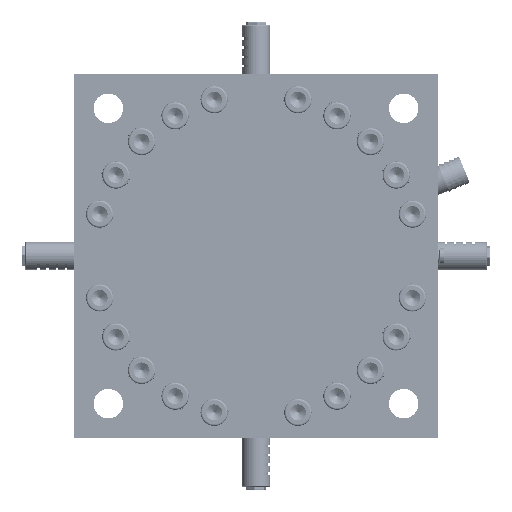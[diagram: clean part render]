
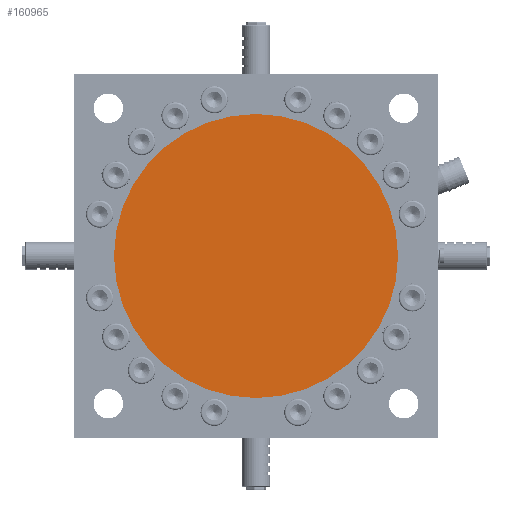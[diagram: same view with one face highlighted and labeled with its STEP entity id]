
A CAD part, front view. The second image highlights one B-rep face of the part: STEP entity #160965.
In plain terms, the highlighted planar face has unit normal (0, -1, 0).
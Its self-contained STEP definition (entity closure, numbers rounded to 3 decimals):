
#1704 = CARTESIAN_POINT ( 'NONE',  ( 0., -39., -125. ) ) ;
#4830 = PLANE ( 'NONE',  #10560 ) ;
#10560 = AXIS2_PLACEMENT_3D ( 'NONE', #198807, #120281, #81741 ) ;
#32340 = DIRECTION ( 'NONE',  ( 0., 0., -1. ) ) ;
#43588 = CARTESIAN_POINT ( 'NONE',  ( 0., -39., 0. ) ) ;
#53263 = DIRECTION ( 'NONE',  ( 0., -1., 0. ) ) ;
#54710 = ORIENTED_EDGE ( 'NONE', *, *, #232280, .T. ) ;
#65790 = EDGE_LOOP ( 'NONE', ( #233966, #54710 ) ) ;
#77959 = FACE_OUTER_BOUND ( 'NONE', #65790, .T. ) ;
#81741 = DIRECTION ( 'NONE',  ( 0., 0., -1. ) ) ;
#83329 = EDGE_CURVE ( 'NONE', #174947, #153862, #164759, .T. ) ;
#107125 = DIRECTION ( 'NONE',  ( 0., 0., -1. ) ) ;
#120281 = DIRECTION ( 'NONE',  ( 0., -1., 0. ) ) ;
#153862 = VERTEX_POINT ( 'NONE', #224223 ) ;
#160965 = ADVANCED_FACE ( 'NONE', ( #77959 ), #4830, .T. ) ;
#164759 = CIRCLE ( 'NONE', #229583, 125. ) ;
#170312 = CARTESIAN_POINT ( 'NONE',  ( 0., -39., 0. ) ) ;
#174947 = VERTEX_POINT ( 'NONE', #1704 ) ;
#186961 = DIRECTION ( 'NONE',  ( 0., -1., 0. ) ) ;
#198807 = CARTESIAN_POINT ( 'NONE',  ( 0., -39., 0. ) ) ;
#215784 = AXIS2_PLACEMENT_3D ( 'NONE', #170312, #53263, #107125 ) ;
#217262 = CIRCLE ( 'NONE', #215784, 125. ) ;
#224223 = CARTESIAN_POINT ( 'NONE',  ( 0., -39., 125. ) ) ;
#229583 = AXIS2_PLACEMENT_3D ( 'NONE', #43588, #186961, #32340 ) ;
#232280 = EDGE_CURVE ( 'NONE', #153862, #174947, #217262, .T. ) ;
#233966 = ORIENTED_EDGE ( 'NONE', *, *, #83329, .T. ) ;
